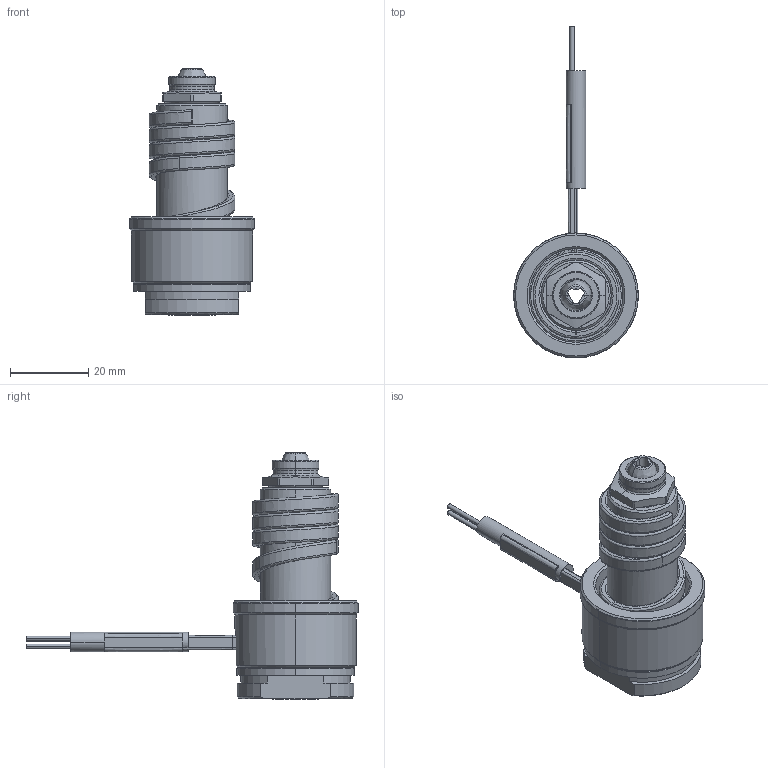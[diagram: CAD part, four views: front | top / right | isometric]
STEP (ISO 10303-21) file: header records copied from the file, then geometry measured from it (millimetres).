
FILE_DESCRIPTION((''),'2;1');
FILE_NAME('SM-66-CEG','2014-03-04T',('Íàòàëüÿ'),('IMID'),'PRO/ENGINEER BY PARAMETRIC TECHNOLOGY CORPORATION, 2010180','PRO/ENGINEER BY PARAMETRIC TECHNOLOGY CORPORATION, 2010180','');
FILE_SCHEMA(('CONFIG_CONTROL_DESIGN'));
Length unit declared in the file: millimetre
Products named in the file (1): SM-66-CEG
Bounding box: 32 x 85 x 63.2 mm (x, y, z)
Volume: 25196.6 mm3; surface area: 14823.4 mm2
Topology: 1 solids, 7 shells, 304 faces, 773 edges, 461 vertices
Faces by surface type: cylinder 108, bspline 53, plane 51, cone 50, torus 26, revolution 9, extrusion 7
Entity records: 14859 total; most frequent: CARTESIAN_POINT 7847, ORIENTED_EDGE 1506, DIRECTION 1377, EDGE_CURVE 765, AXIS2_PLACEMENT_3D 551, VERTEX_POINT 461, EDGE_LOOP 324, CIRCLE 315
